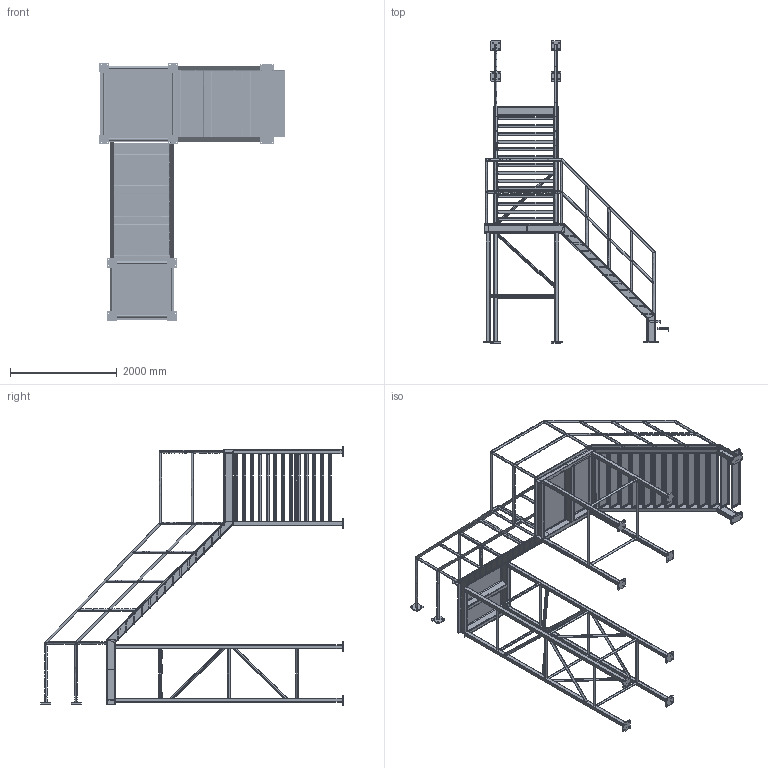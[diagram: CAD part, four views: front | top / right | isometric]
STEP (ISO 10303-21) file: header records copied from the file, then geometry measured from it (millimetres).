
FILE_DESCRIPTION(('FreeCAD Model'),'2;1');
FILE_NAME('Open CASCADE Shape Model','2025-05-09T06:59:15',('FreeCAD'),( 'FreeCAD'),'Open CASCADE STEP processor 7.6','FreeCAD','Unknown');
FILE_SCHEMA(('AUTOMOTIVE_DESIGN { 1 0 10303 214 1 1 1 1 }'));
Products named in the file (1): Open CASCADE STEP translator 7.6 1
Bounding box: 3467.24 x 5655.59 x 4834.96 mm (x, y, z)
Volume: 239091361.4 mm3; surface area: 78715718.8 mm2
Topology: 145 solids, 145 shells, 2665 faces, 6378 edges, 3976 vertices
Faces by surface type: bspline 2665
Entity records: 96270 total; most frequent: CARTESIAN_POINT 58381, ORIENTED_EDGE 12756, EDGE_CURVE 6378, B_SPLINE_CURVE_WITH_KNOTS 4384, VERTEX_POINT 3976, FACE_BOUND 2922, EDGE_LOOP 2922, ADVANCED_FACE 2665
